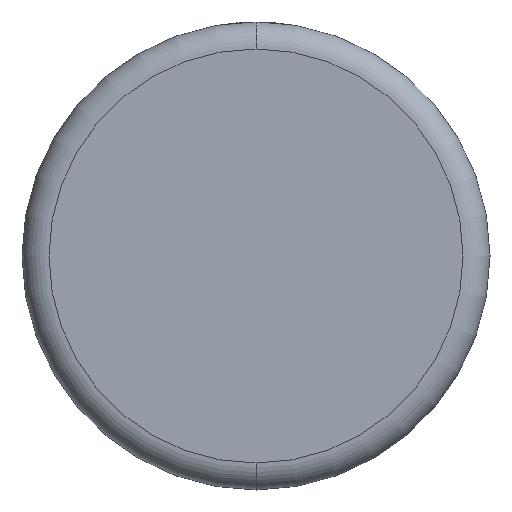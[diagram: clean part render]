
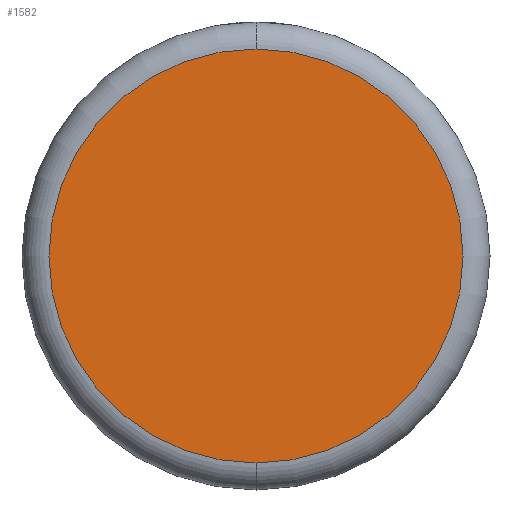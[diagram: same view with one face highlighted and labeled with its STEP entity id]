
A CAD part, front view. The second image highlights one B-rep face of the part: STEP entity #1582.
In plain terms, the highlighted planar face has unit normal (0, -1, 0).
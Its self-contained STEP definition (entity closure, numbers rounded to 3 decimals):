
#11 = DIRECTION ( 'NONE',  ( 0., 1., 0. ) ) ;
#163 = CIRCLE ( 'NONE', #3686, 18.138 ) ;
#341 = DIRECTION ( 'NONE',  ( 0., 0., 1. ) ) ;
#368 = CARTESIAN_POINT ( 'NONE',  ( 0., 0., 0. ) ) ;
#633 = PLANE ( 'NONE',  #1943 ) ;
#868 = EDGE_LOOP ( 'NONE', ( #4296, #3991 ) ) ;
#1083 = CARTESIAN_POINT ( 'NONE',  ( 0., 0., 0. ) ) ;
#1119 = DIRECTION ( 'NONE',  ( 0., 0., 1. ) ) ;
#1161 = VERTEX_POINT ( 'NONE', #3809 ) ;
#1582 = ADVANCED_FACE ( 'NONE', ( #2005 ), #633, .F. ) ;
#1651 = CARTESIAN_POINT ( 'NONE',  ( 0., 0., 18.138 ) ) ;
#1925 = DIRECTION ( 'NONE',  ( 0., 0., 1. ) ) ;
#1943 = AXIS2_PLACEMENT_3D ( 'NONE', #1083, #11, #341 ) ;
#2005 = FACE_OUTER_BOUND ( 'NONE', #868, .T. ) ;
#2972 = DIRECTION ( 'NONE',  ( 0., -1., 0. ) ) ;
#3126 = CIRCLE ( 'NONE', #3205, 18.138 ) ;
#3205 = AXIS2_PLACEMENT_3D ( 'NONE', #3733, #2972, #1925 ) ;
#3635 = EDGE_CURVE ( 'NONE', #4525, #1161, #163, .T. ) ;
#3686 = AXIS2_PLACEMENT_3D ( 'NONE', #368, #3689, #1119 ) ;
#3689 = DIRECTION ( 'NONE',  ( 0., -1., 0. ) ) ;
#3733 = CARTESIAN_POINT ( 'NONE',  ( 0., 0., 0. ) ) ;
#3809 = CARTESIAN_POINT ( 'NONE',  ( 0., 0., -18.138 ) ) ;
#3991 = ORIENTED_EDGE ( 'NONE', *, *, #4043, .T. ) ;
#4043 = EDGE_CURVE ( 'NONE', #1161, #4525, #3126, .T. ) ;
#4296 = ORIENTED_EDGE ( 'NONE', *, *, #3635, .T. ) ;
#4525 = VERTEX_POINT ( 'NONE', #1651 ) ;
